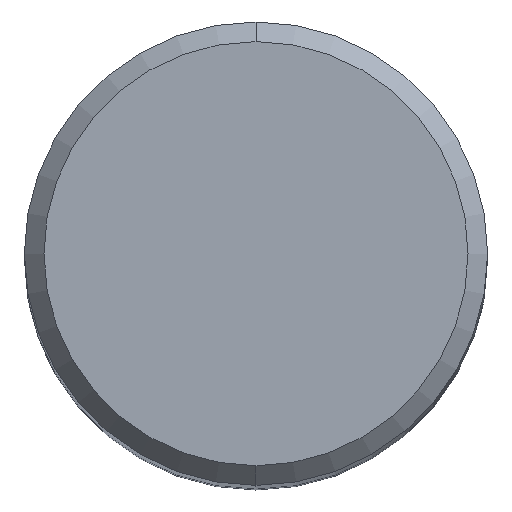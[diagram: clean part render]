
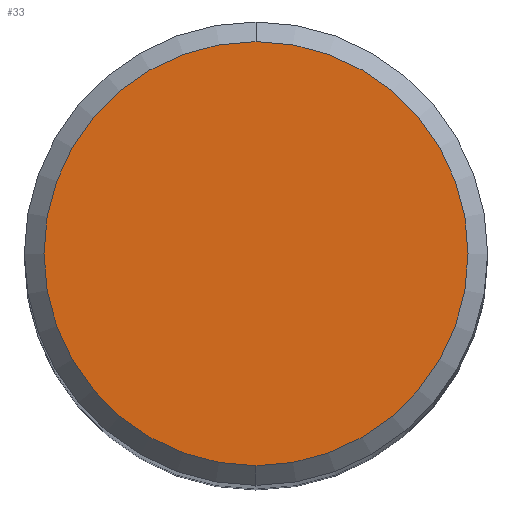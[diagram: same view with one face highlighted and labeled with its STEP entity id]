
A CAD part, top view. The second image highlights one B-rep face of the part: STEP entity #33.
In plain terms, the highlighted planar face has unit normal (0, 0, 1).
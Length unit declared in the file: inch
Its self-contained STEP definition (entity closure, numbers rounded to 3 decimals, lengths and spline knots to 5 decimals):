
#1 = CARTESIAN_POINT ( 'NONE',  ( 0., 0.2162, 0. ) ) ;
#33 = ADVANCED_FACE ( 'NONE', ( #149 ), #279, .F. ) ;
#71 = CARTESIAN_POINT ( 'NONE',  ( 0., -0.2162, 0. ) ) ;
#129 = AXIS2_PLACEMENT_3D ( 'NONE', #170, #273, #271 ) ;
#149 = FACE_OUTER_BOUND ( 'NONE', #244, .T. ) ;
#156 = CIRCLE ( 'NONE', #409, 0.2162 ) ;
#170 = CARTESIAN_POINT ( 'NONE',  ( 0., 0., 0. ) ) ;
#175 = CARTESIAN_POINT ( 'NONE',  ( 0., 0.2162, 0. ) ) ;
#209 = CIRCLE ( 'NONE', #129, 0.2162 ) ;
#213 = DIRECTION ( 'NONE',  ( 0., -1., 0. ) ) ;
#244 = EDGE_LOOP ( 'NONE', ( #283, #311 ) ) ;
#268 = AXIS2_PLACEMENT_3D ( 'NONE', #175, #274, #309 ) ;
#271 = DIRECTION ( 'NONE',  ( 0., -1., 0. ) ) ;
#272 = VERTEX_POINT ( 'NONE', #1 ) ;
#273 = DIRECTION ( 'NONE',  ( 0., 0., 1. ) ) ;
#274 = DIRECTION ( 'NONE',  ( 0., 0., -1. ) ) ;
#279 = PLANE ( 'NONE',  #268 ) ;
#283 = ORIENTED_EDGE ( 'NONE', *, *, #388, .T. ) ;
#307 = EDGE_CURVE ( 'NONE', #333, #272, #156, .T. ) ;
#309 = DIRECTION ( 'NONE',  ( 0., 1., 0. ) ) ;
#311 = ORIENTED_EDGE ( 'NONE', *, *, #307, .T. ) ;
#326 = CARTESIAN_POINT ( 'NONE',  ( 0., 0., 0. ) ) ;
#333 = VERTEX_POINT ( 'NONE', #71 ) ;
#388 = EDGE_CURVE ( 'NONE', #272, #333, #209, .T. ) ;
#393 = DIRECTION ( 'NONE',  ( 0., 0., 1. ) ) ;
#409 = AXIS2_PLACEMENT_3D ( 'NONE', #326, #393, #213 ) ;
